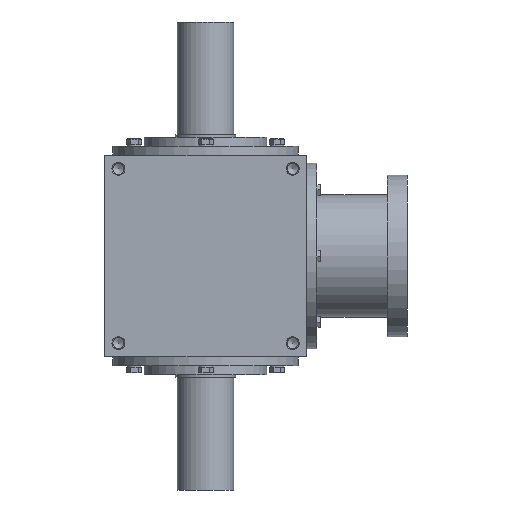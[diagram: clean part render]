
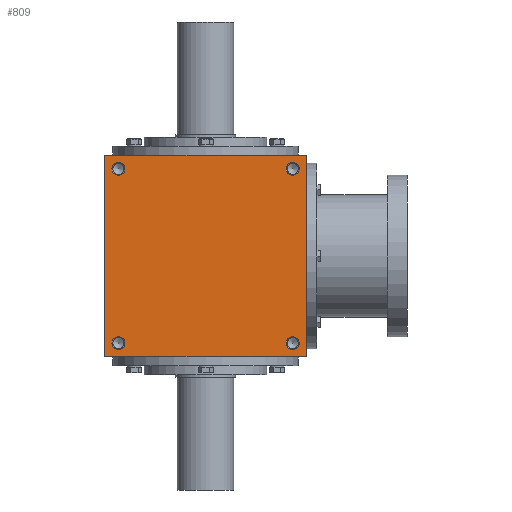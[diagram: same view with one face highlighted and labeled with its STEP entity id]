
A CAD part, front view. The second image highlights one B-rep face of the part: STEP entity #809.
In plain terms, the highlighted planar face has unit normal (0, -1, 0).
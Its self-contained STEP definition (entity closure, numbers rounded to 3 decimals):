
#809 = ADVANCED_FACE( '', ( #1607, #1608, #1609, #1610, #1611 ), #1612, .F. );
#1607 = FACE_BOUND( '', #2338, .T. );
#1608 = FACE_BOUND( '', #2339, .T. );
#1609 = FACE_BOUND( '', #2340, .T. );
#1610 = FACE_BOUND( '', #2341, .T. );
#1611 = FACE_OUTER_BOUND( '', #2342, .T. );
#1612 = PLANE( '', #2343 );
#2338 = EDGE_LOOP( '', ( #3720 ) );
#2339 = EDGE_LOOP( '', ( #3721 ) );
#2340 = EDGE_LOOP( '', ( #3722 ) );
#2341 = EDGE_LOOP( '', ( #3723 ) );
#2342 = EDGE_LOOP( '', ( #3724, #3725, #3726, #3727 ) );
#2343 = AXIS2_PLACEMENT_3D( '', #3728, #3729, #3730 );
#3720 = ORIENTED_EDGE( '', *, *, #3850, .T. );
#3721 = ORIENTED_EDGE( '', *, *, #4067, .T. );
#3722 = ORIENTED_EDGE( '', *, *, #4112, .F. );
#3723 = ORIENTED_EDGE( '', *, *, #4219, .F. );
#3724 = ORIENTED_EDGE( '', *, *, #3883, .T. );
#3725 = ORIENTED_EDGE( '', *, *, #3934, .F. );
#3726 = ORIENTED_EDGE( '', *, *, #4306, .F. );
#3727 = ORIENTED_EDGE( '', *, *, #3980, .T. );
#3728 = CARTESIAN_POINT( '', ( -125., -125., 125. ) );
#3729 = DIRECTION( '', ( 0., 1., 0. ) );
#3730 = DIRECTION( '', ( 0., 0., 1. ) );
#3850 = EDGE_CURVE( '', #4419, #4419, #4420, .T. );
#3883 = EDGE_CURVE( '', #4473, #4477, #4479, .T. );
#3934 = EDGE_CURVE( '', #4557, #4477, #4559, .T. );
#3980 = EDGE_CURVE( '', #4630, #4473, #4631, .T. );
#4067 = EDGE_CURVE( '', #4759, #4759, #4760, .T. );
#4112 = EDGE_CURVE( '', #4828, #4828, #4829, .T. );
#4219 = EDGE_CURVE( '', #4965, #4965, #4966, .T. );
#4306 = EDGE_CURVE( '', #4630, #4557, #5063, .T. );
#4419 = VERTEX_POINT( '', #5192 );
#4420 = CIRCLE( '', #5193, 8. );
#4473 = VERTEX_POINT( '', #5262 );
#4477 = VERTEX_POINT( '', #5268 );
#4479 = LINE( '', #5271, #5272 );
#4557 = VERTEX_POINT( '', #5380 );
#4559 = LINE( '', #5383, #5384 );
#4630 = VERTEX_POINT( '', #5465 );
#4631 = LINE( '', #5466, #5467 );
#4759 = VERTEX_POINT( '', #5629 );
#4760 = CIRCLE( '', #5630, 8. );
#4828 = VERTEX_POINT( '', #5705 );
#4829 = CIRCLE( '', #5706, 8. );
#4965 = VERTEX_POINT( '', #5972 );
#4966 = CIRCLE( '', #5973, 8. );
#5063 = LINE( '', #6106, #6107 );
#5192 = CARTESIAN_POINT( '', ( -108., -125., -100. ) );
#5193 = AXIS2_PLACEMENT_3D( '', #6216, #6217, #6218 );
#5262 = CARTESIAN_POINT( '', ( -125., -125., -125. ) );
#5268 = CARTESIAN_POINT( '', ( 125., -125., -125. ) );
#5271 = CARTESIAN_POINT( '', ( -125., -125., -125. ) );
#5272 = VECTOR( '', #6273, 1000. );
#5380 = CARTESIAN_POINT( '', ( 125., -125., 125. ) );
#5383 = CARTESIAN_POINT( '', ( 125., -125., 125. ) );
#5384 = VECTOR( '', #6362, 1000. );
#5465 = CARTESIAN_POINT( '', ( -125., -125., 125. ) );
#5466 = CARTESIAN_POINT( '', ( -125., -125., 125. ) );
#5467 = VECTOR( '', #6447, 1000. );
#5629 = CARTESIAN_POINT( '', ( -108., -125., 116. ) );
#5630 = AXIS2_PLACEMENT_3D( '', #6593, #6594, #6595 );
#5705 = CARTESIAN_POINT( '', ( 108., -125., -116. ) );
#5706 = AXIS2_PLACEMENT_3D( '', #6669, #6670, #6671 );
#5972 = CARTESIAN_POINT( '', ( 108., -125., 100. ) );
#5973 = AXIS2_PLACEMENT_3D( '', #6810, #6811, #6812 );
#6106 = CARTESIAN_POINT( '', ( -125., -125., 125. ) );
#6107 = VECTOR( '', #6888, 1000. );
#6216 = CARTESIAN_POINT( '', ( -108., -125., -108. ) );
#6217 = DIRECTION( '', ( 0., 1., 0. ) );
#6218 = DIRECTION( '', ( 0., 0., 1. ) );
#6273 = DIRECTION( '', ( 1., 0., 0. ) );
#6362 = DIRECTION( '', ( 0., 0., -1. ) );
#6447 = DIRECTION( '', ( 0., 0., -1. ) );
#6593 = CARTESIAN_POINT( '', ( -108., -125., 108. ) );
#6594 = DIRECTION( '', ( 0., 1., 0. ) );
#6595 = DIRECTION( '', ( 0., 0., 1. ) );
#6669 = CARTESIAN_POINT( '', ( 108., -125., -108. ) );
#6670 = DIRECTION( '', ( 0., -1., 0. ) );
#6671 = DIRECTION( '', ( 0., 0., -1. ) );
#6810 = CARTESIAN_POINT( '', ( 108., -125., 108. ) );
#6811 = DIRECTION( '', ( 0., -1., 0. ) );
#6812 = DIRECTION( '', ( 0., 0., -1. ) );
#6888 = DIRECTION( '', ( 1., 0., 0. ) );
